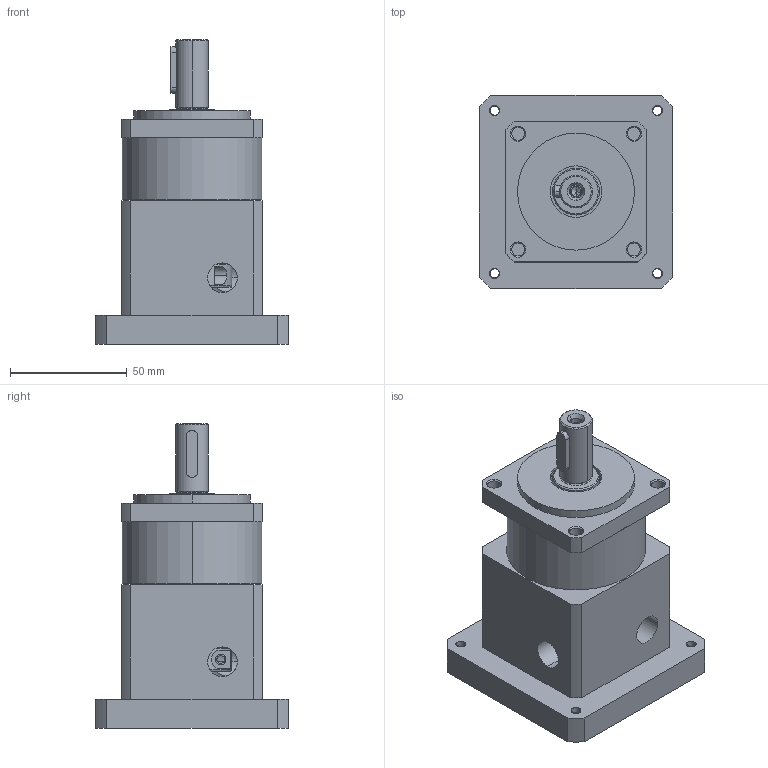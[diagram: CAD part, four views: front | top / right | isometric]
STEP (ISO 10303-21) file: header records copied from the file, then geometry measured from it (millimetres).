
FILE_DESCRIPTION(('HOOPS Exchange Step'),'2;1');
FILE_NAME('export-A0A26BD2-CFB0-4930-BF37-92E0CC323E0B.stp','2022-08-08T10:23:31+02:00',('User'),('Alibre'),'HOOPS Exchange 2021.0','Alibre','Unknown authorisation');
FILE_SCHEMA( ('AP242_MANAGED_MODEL_BASED_3D_ENGINEERING_MIM_LF {1 0 10303 442 1 1 4 }') );
Length unit declared in the file: millimetre
Products named in the file (8): 5929 DCNC-PG-F60 I=3 Planetary Gearbox (60x60mm  NEMA34) 06; 5929 DCNC-PG-F60 I=3 Planetary Gearbox (60x60mm  NEMA34) 07; 5929 DCNC-PG-F60 I=3 Planetary Gearbox (60x60mm  NEMA34) 02; 5929 DCNC-PG-F60 I=3 Planetary Gearbox (60x60mm  NEMA34) 05; 5929 DCNC-PG-F60 I=3 Planetary Gearbox (60x60mm  NEMA34) 03; 5929 DCNC-PG-F60 I=3 Planetary Gearbox (60x60mm  NEMA34) 04; 5929 DCNC-PG-F60 I=3 Planetary Gearbox (60x60mm  NEMA34) 01; 5929 DCNC-PG-F60 I=3 Planetary Gearbox (60x60mm  NEMA34)
Assembly tree (7 placements, depth 2):
  5929 DCNC-PG-F60 I=3 Planetary Gearbox (60x60mm  NEMA34)
    5929 DCNC-PG-F60 I=3 Planetary Gearbox (60x60mm  NEMA34) 06
    5929 DCNC-PG-F60 I=3 Planetary Gearbox (60x60mm  NEMA34) 07
    5929 DCNC-PG-F60 I=3 Planetary Gearbox (60x60mm  NEMA34) 02
    5929 DCNC-PG-F60 I=3 Planetary Gearbox (60x60mm  NEMA34) 05
    5929 DCNC-PG-F60 I=3 Planetary Gearbox (60x60mm  NEMA34) 03
    5929 DCNC-PG-F60 I=3 Planetary Gearbox (60x60mm  NEMA34) 04
    5929 DCNC-PG-F60 I=3 Planetary Gearbox (60x60mm  NEMA34) 01
Bounding box: 82.5 x 82.5 x 130.35 mm (x, y, z)
Volume: 240414.1 mm3; surface area: 85004 mm2
Topology: 7 solids, 7 shells, 523 faces, 1248 edges, 757 vertices
Faces by surface type: cylinder 222, cone 108, plane 101, torus 92
Entity records: 16283 total; most frequent: CARTESIAN_POINT 3376, DIRECTION 3022, ORIENTED_EDGE 2420, AXIS2_PLACEMENT_3D 1296, EDGE_CURVE 1210, VERTEX_POINT 757, CIRCLE 750, EDGE_LOOP 637
